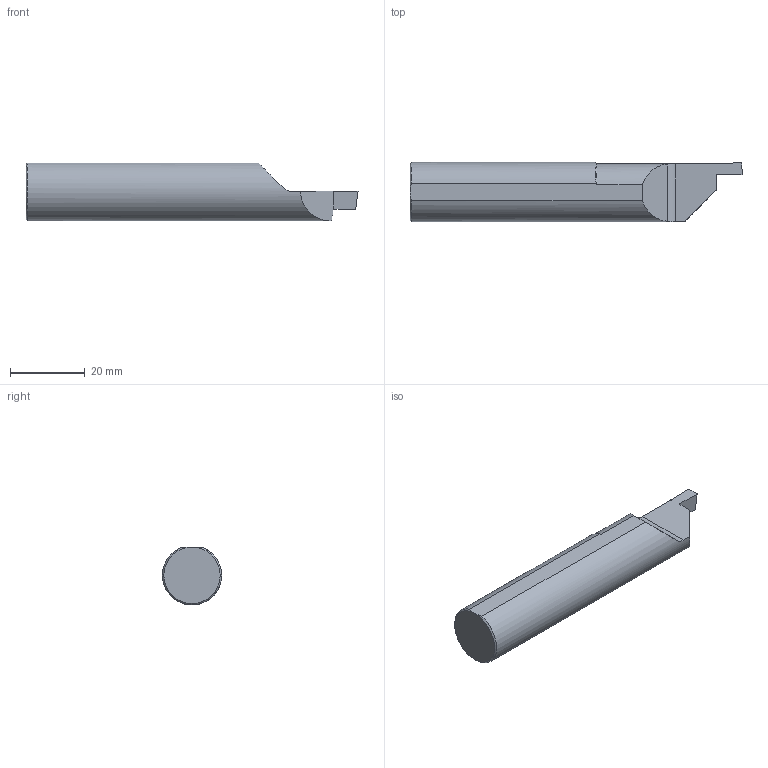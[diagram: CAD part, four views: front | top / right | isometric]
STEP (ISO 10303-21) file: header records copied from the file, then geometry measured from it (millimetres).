
FILE_DESCRIPTION (( 'STEP AP203' ), '1' );
FILE_NAME ('220151-FG625-125.STEP', '2024-06-10T23:54:58', ( '' ), ( '' ), 'SwSTEP 2.0', 'SolidWorks 2022', '' );
FILE_SCHEMA (( 'CONFIG_CONTROL_DESIGN' ));
Length unit declared in the file: inch
Products named in the file (1): 220151-FG625-125
Bounding box: 88.9 x 15.87 x 15.51 mm (x, y, z)
Volume: 14335.9 mm3; surface area: 4253.9 mm2
Topology: 1 solids, 1 shells, 24 faces, 65 edges, 43 vertices
Faces by surface type: plane 11, cylinder 5, torus 4, bspline 2, cone 2
Entity records: 912 total; most frequent: CARTESIAN_POINT 290, ORIENTED_EDGE 130, DIRECTION 95, EDGE_CURVE 65, VERTEX_POINT 43, AXIS2_PLACEMENT_3D 36, ADVANCED_FACE 24, EDGE_LOOP 24
